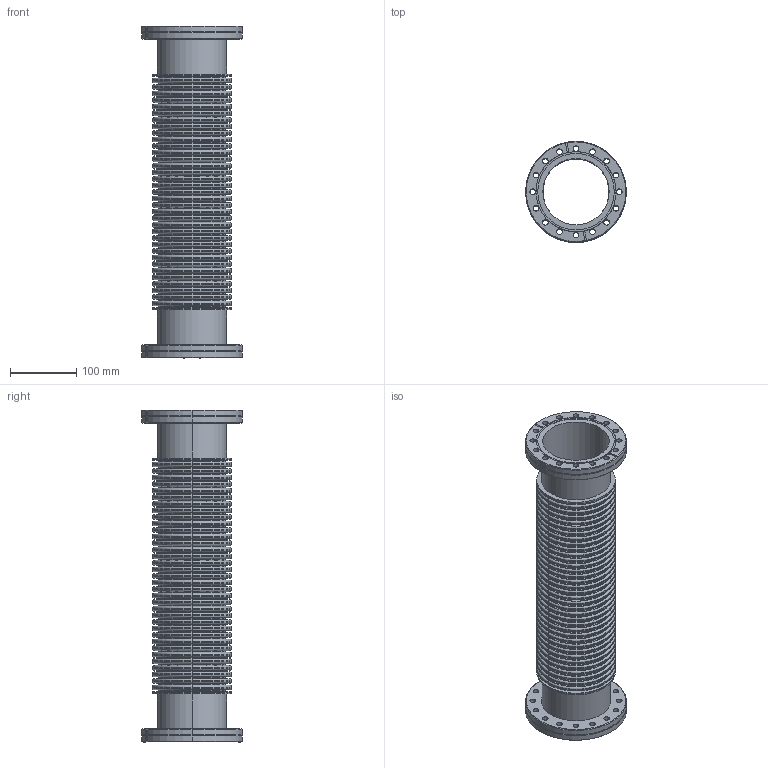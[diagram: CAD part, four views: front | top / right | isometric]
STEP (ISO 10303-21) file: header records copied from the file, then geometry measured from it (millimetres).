
FILE_DESCRIPTION (( 'STEP AP214' ), '1' );
FILE_NAME ('420 SWN 100-0500.STEP', '2012-07-30T11:53:18', ( '' ), ( '' ), 'SwSTEP 2.0', 'SolidWorks 2010', '' );
FILE_SCHEMA (( 'AUTOMOTIVE_DESIGN' ));
Length unit declared in the file: millimetre
Products named in the file (1): 420 SWN 100-0500
Bounding box: 152 x 152 x 500 mm (x, y, z)
Volume: 538816 mm3; surface area: 796874.3 mm2
Topology: 1 solids, 2 shells, 1144 faces, 2362 edges, 1376 vertices
Faces by surface type: torus 578, cylinder 394, plane 162, cone 10
Entity records: 30964 total; most frequent: DIRECTION 6586, CARTESIAN_POINT 4999, ORIENTED_EDGE 4724, AXIS2_PLACEMENT_3D 3091, EDGE_CURVE 2362, CIRCLE 1946, VERTEX_POINT 1376, EDGE_LOOP 1366
